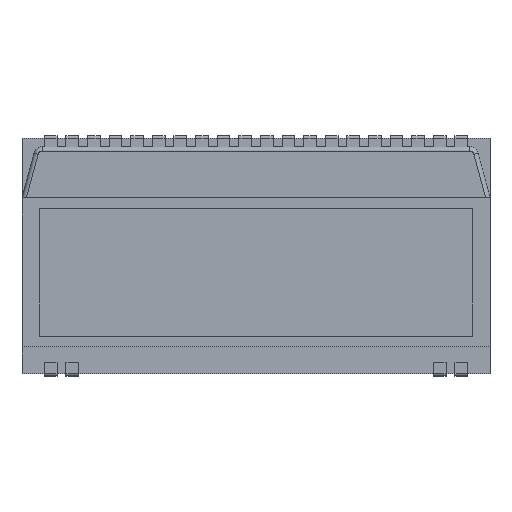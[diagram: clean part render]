
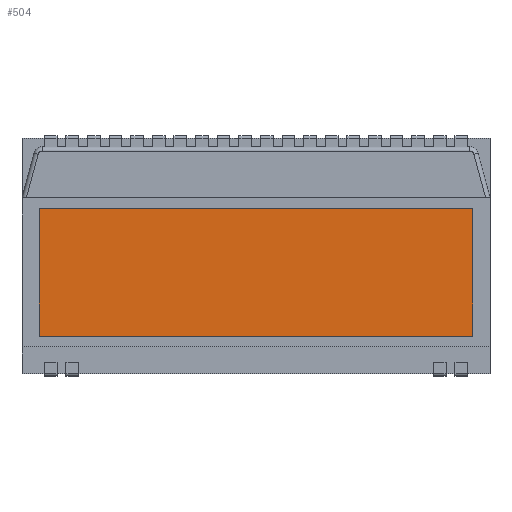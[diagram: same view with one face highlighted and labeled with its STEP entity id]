
A CAD part, top view. The second image highlights one B-rep face of the part: STEP entity #504.
In plain terms, the highlighted planar face has unit normal (0, 0, 1).
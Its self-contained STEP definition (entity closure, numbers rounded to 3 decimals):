
#375 = VERTEX_POINT('',#376);
#376 = CARTESIAN_POINT('',(-25.5,-9.43,1.8));
#382 = EDGE_CURVE('',#375,#383,#385,.T.);
#383 = VERTEX_POINT('',#384);
#384 = CARTESIAN_POINT('',(25.5,-9.43,1.8));
#385 = LINE('',#386,#387);
#386 = CARTESIAN_POINT('',(-25.5,-9.43,1.8));
#387 = VECTOR('',#388,1.);
#388 = DIRECTION('',(1.,0.,0.));
#413 = EDGE_CURVE('',#383,#414,#416,.T.);
#414 = VERTEX_POINT('',#415);
#415 = CARTESIAN_POINT('',(25.5,5.57,1.8));
#416 = LINE('',#417,#418);
#417 = CARTESIAN_POINT('',(25.5,-9.43,1.8));
#418 = VECTOR('',#419,1.);
#419 = DIRECTION('',(0.,1.,0.));
#444 = EDGE_CURVE('',#414,#445,#447,.T.);
#445 = VERTEX_POINT('',#446);
#446 = CARTESIAN_POINT('',(-25.5,5.57,1.8));
#447 = LINE('',#448,#449);
#448 = CARTESIAN_POINT('',(25.5,5.57,1.8));
#449 = VECTOR('',#450,1.);
#450 = DIRECTION('',(-1.,0.,0.));
#475 = EDGE_CURVE('',#445,#375,#476,.T.);
#476 = LINE('',#477,#478);
#477 = CARTESIAN_POINT('',(-25.5,5.57,1.8));
#478 = VECTOR('',#479,1.);
#479 = DIRECTION('',(0.,-1.,0.));
#504 = ADVANCED_FACE('',(#505),#511,.T.);
#505 = FACE_BOUND('',#506,.T.);
#506 = EDGE_LOOP('',(#507,#508,#509,#510));
#507 = ORIENTED_EDGE('',*,*,#382,.T.);
#508 = ORIENTED_EDGE('',*,*,#413,.T.);
#509 = ORIENTED_EDGE('',*,*,#444,.T.);
#510 = ORIENTED_EDGE('',*,*,#475,.T.);
#511 = PLANE('',#512);
#512 = AXIS2_PLACEMENT_3D('',#513,#514,#515);
#513 = CARTESIAN_POINT('',(0.,-1.93,1.8));
#514 = DIRECTION('',(0.,0.,1.));
#515 = DIRECTION('',(1.,0.,0.));
